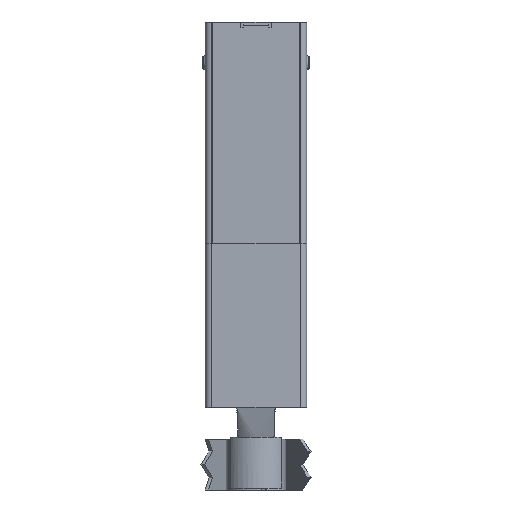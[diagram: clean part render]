
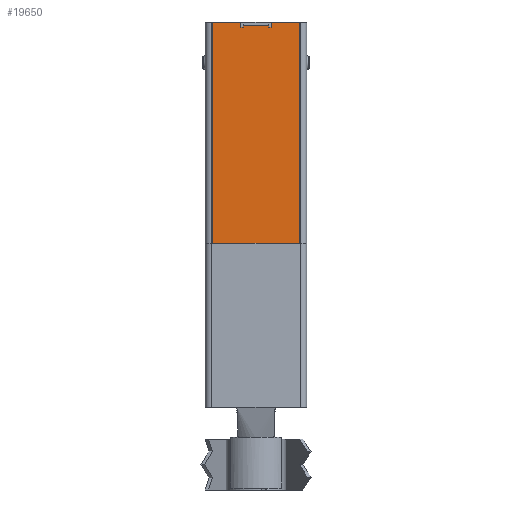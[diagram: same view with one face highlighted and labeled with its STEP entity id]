
A CAD part, front view. The second image highlights one B-rep face of the part: STEP entity #19650.
In plain terms, the highlighted planar face has unit normal (0, -1, 0).
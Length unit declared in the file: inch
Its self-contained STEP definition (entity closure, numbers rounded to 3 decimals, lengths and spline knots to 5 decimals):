
#721 = CARTESIAN_POINT ( 'NONE',  ( -0.13386, -0.14291, -0.59055 ) ) ;
#723 = PLANE ( 'NONE',  #19374 ) ;
#726 = DIRECTION ( 'NONE',  ( 0., -1., 0. ) ) ;
#727 = DIRECTION ( 'NONE',  ( 0., 0., -1. ) ) ;
#1263 = CARTESIAN_POINT ( 'NONE',  ( -0.13386, -0.14291, 0. ) ) ;
#1264 = CARTESIAN_POINT ( 'NONE',  ( -0.03937, -0.14291, -0.01575 ) ) ;
#1283 = CARTESIAN_POINT ( 'NONE',  ( -0.13386, -0.14291, -0.68504 ) ) ;
#1295 = CARTESIAN_POINT ( 'NONE',  ( 0.04724, -0.14291, -0.01575 ) ) ;
#1296 = CARTESIAN_POINT ( 'NONE',  ( -0.04724, -0.14291, 0. ) ) ;
#1297 = CARTESIAN_POINT ( 'NONE',  ( -0.03937, -0.14291, -0.01181 ) ) ;
#1304 = CARTESIAN_POINT ( 'NONE',  ( 0.03937, -0.14291, -0.01575 ) ) ;
#1311 = CARTESIAN_POINT ( 'NONE',  ( 0.03937, -0.14291, -0.01181 ) ) ;
#1345 = CARTESIAN_POINT ( 'NONE',  ( -0.04724, -0.14291, -0.01575 ) ) ;
#1357 = CARTESIAN_POINT ( 'NONE',  ( 0.13386, -0.14291, -0.68504 ) ) ;
#2091 = LINE ( 'NONE', #14738, #2096 ) ;
#2096 = VECTOR ( 'NONE', #14646, 39.37008 ) ;
#2270 = LINE ( 'NONE', #8469, #2275 ) ;
#2274 = LINE ( 'NONE', #8128, #2286 ) ;
#2275 = VECTOR ( 'NONE', #8164, 39.37008 ) ;
#2276 = LINE ( 'NONE', #8148, #2278 ) ;
#2277 = LINE ( 'NONE', #8105, #2280 ) ;
#2278 = VECTOR ( 'NONE', #8203, 39.37008 ) ;
#2279 = LINE ( 'NONE', #8090, #2282 ) ;
#2280 = VECTOR ( 'NONE', #8093, 39.37008 ) ;
#2281 = LINE ( 'NONE', #8028, #2284 ) ;
#2282 = VECTOR ( 'NONE', #8060, 39.37008 ) ;
#2283 = LINE ( 'NONE', #8139, #2292 ) ;
#2284 = VECTOR ( 'NONE', #7999, 39.37008 ) ;
#2285 = LINE ( 'NONE', #8085, #2288 ) ;
#2286 = VECTOR ( 'NONE', #7994, 39.37008 ) ;
#2287 = LINE ( 'NONE', #7959, #2290 ) ;
#2288 = VECTOR ( 'NONE', #7979, 39.37008 ) ;
#2290 = VECTOR ( 'NONE', #8045, 39.37008 ) ;
#2291 = LINE ( 'NONE', #7949, #2294 ) ;
#2292 = VECTOR ( 'NONE', #7954, 39.37008 ) ;
#2293 = LINE ( 'NONE', #7928, #2296 ) ;
#2294 = VECTOR ( 'NONE', #8084, 39.37008 ) ;
#2296 = VECTOR ( 'NONE', #7922, 39.37008 ) ;
#3583 = CARTESIAN_POINT ( 'NONE',  ( 0.04724, -0.14291, 0. ) ) ;
#3603 = CARTESIAN_POINT ( 'NONE',  ( 0.13386, -0.14291, 0. ) ) ;
#6391 = VERTEX_POINT ( 'NONE', #3603 ) ;
#6536 = ORIENTED_EDGE ( 'NONE', *, *, #17528, .T. ) ;
#6538 = ORIENTED_EDGE ( 'NONE', *, *, #17526, .T. ) ;
#6542 = ORIENTED_EDGE ( 'NONE', *, *, #17532, .F. ) ;
#6544 = ORIENTED_EDGE ( 'NONE', *, *, #17530, .F. ) ;
#6545 = ORIENTED_EDGE ( 'NONE', *, *, #17536, .F. ) ;
#6547 = ORIENTED_EDGE ( 'NONE', *, *, #17534, .T. ) ;
#6550 = ORIENTED_EDGE ( 'NONE', *, *, #17541, .F. ) ;
#6551 = ORIENTED_EDGE ( 'NONE', *, *, #17539, .F. ) ;
#6553 = ORIENTED_EDGE ( 'NONE', *, *, #17543, .F. ) ;
#6556 = ORIENTED_EDGE ( 'NONE', *, *, #17521, .T. ) ;
#6562 = ORIENTED_EDGE ( 'NONE', *, *, #17545, .F. ) ;
#6575 = ORIENTED_EDGE ( 'NONE', *, *, #15700, .F. ) ;
#6629 = EDGE_LOOP ( 'NONE', ( #6538, #6536, #6544, #6542, #6547, #6545, #6551, #6550, #6556, #6575, #6553, #6562 ) ) ;
#7922 = DIRECTION ( 'NONE',  ( 1., 0., 0. ) ) ;
#7928 = CARTESIAN_POINT ( 'NONE',  ( 0.03937, -0.14291, -0.01575 ) ) ;
#7949 = CARTESIAN_POINT ( 'NONE',  ( 0.04724, -0.14291, -0.01575 ) ) ;
#7954 = DIRECTION ( 'NONE',  ( -1., 0., 0. ) ) ;
#7959 = CARTESIAN_POINT ( 'NONE',  ( -0.13386, -0.14291, -0.59055 ) ) ;
#7979 = DIRECTION ( 'NONE',  ( 1., 0., 0. ) ) ;
#7994 = DIRECTION ( 'NONE',  ( 0., 0., 1. ) ) ;
#7999 = DIRECTION ( 'NONE',  ( 1., 0., 0. ) ) ;
#8028 = CARTESIAN_POINT ( 'NONE',  ( -0.03937, -0.14291, -0.01575 ) ) ;
#8045 = DIRECTION ( 'NONE',  ( 0., 0., 1. ) ) ;
#8060 = DIRECTION ( 'NONE',  ( 0., 0., 1. ) ) ;
#8084 = DIRECTION ( 'NONE',  ( 0., 0., 1. ) ) ;
#8085 = CARTESIAN_POINT ( 'NONE',  ( -0.13386, -0.14291, 0. ) ) ;
#8090 = CARTESIAN_POINT ( 'NONE',  ( -0.03937, -0.14291, -0.01575 ) ) ;
#8093 = DIRECTION ( 'NONE',  ( -1., 0., 0. ) ) ;
#8105 = CARTESIAN_POINT ( 'NONE',  ( -0.03937, -0.14291, -0.01181 ) ) ;
#8128 = CARTESIAN_POINT ( 'NONE',  ( -0.04724, -0.14291, -0.01575 ) ) ;
#8139 = CARTESIAN_POINT ( 'NONE',  ( 0.13386, -0.14291, -0.68504 ) ) ;
#8148 = CARTESIAN_POINT ( 'NONE',  ( 0.03937, -0.14291, -0.01575 ) ) ;
#8164 = DIRECTION ( 'NONE',  ( 0., 0., 1. ) ) ;
#8203 = DIRECTION ( 'NONE',  ( 0., 0., 1. ) ) ;
#8469 = CARTESIAN_POINT ( 'NONE',  ( 0.13386, -0.14291, -0.59055 ) ) ;
#11439 = VERTEX_POINT ( 'NONE', #3583 ) ;
#14646 = DIRECTION ( 'NONE',  ( 1., 0., 0. ) ) ;
#14738 = CARTESIAN_POINT ( 'NONE',  ( -0.13386, -0.14291, 0. ) ) ;
#15562 = VERTEX_POINT ( 'NONE', #1357 ) ;
#15574 = VERTEX_POINT ( 'NONE', #1345 ) ;
#15608 = VERTEX_POINT ( 'NONE', #1311 ) ;
#15615 = VERTEX_POINT ( 'NONE', #1304 ) ;
#15622 = VERTEX_POINT ( 'NONE', #1297 ) ;
#15623 = VERTEX_POINT ( 'NONE', #1296 ) ;
#15624 = VERTEX_POINT ( 'NONE', #1295 ) ;
#15634 = VERTEX_POINT ( 'NONE', #1283 ) ;
#15650 = VERTEX_POINT ( 'NONE', #1264 ) ;
#15651 = VERTEX_POINT ( 'NONE', #1263 ) ;
#15700 = EDGE_CURVE ( 'NONE', #11439, #6391, #2091, .T. ) ;
#16832 = FACE_OUTER_BOUND ( 'NONE', #6629, .T. ) ;
#17521 = EDGE_CURVE ( 'NONE', #15562, #6391, #2270, .T. ) ;
#17526 = EDGE_CURVE ( 'NONE', #15615, #15608, #2276, .T. ) ;
#17528 = EDGE_CURVE ( 'NONE', #15608, #15622, #2277, .T. ) ;
#17530 = EDGE_CURVE ( 'NONE', #15650, #15622, #2279, .T. ) ;
#17532 = EDGE_CURVE ( 'NONE', #15574, #15650, #2281, .T. ) ;
#17534 = EDGE_CURVE ( 'NONE', #15574, #15623, #2274, .T. ) ;
#17536 = EDGE_CURVE ( 'NONE', #15651, #15623, #2285, .T. ) ;
#17539 = EDGE_CURVE ( 'NONE', #15634, #15651, #2287, .T. ) ;
#17541 = EDGE_CURVE ( 'NONE', #15562, #15634, #2283, .T. ) ;
#17543 = EDGE_CURVE ( 'NONE', #15624, #11439, #2291, .T. ) ;
#17545 = EDGE_CURVE ( 'NONE', #15615, #15624, #2293, .T. ) ;
#19374 = AXIS2_PLACEMENT_3D ( 'NONE', #721, #726, #727 ) ;
#19650 = ADVANCED_FACE ( 'NONE', ( #16832 ), #723, .T. ) ;
